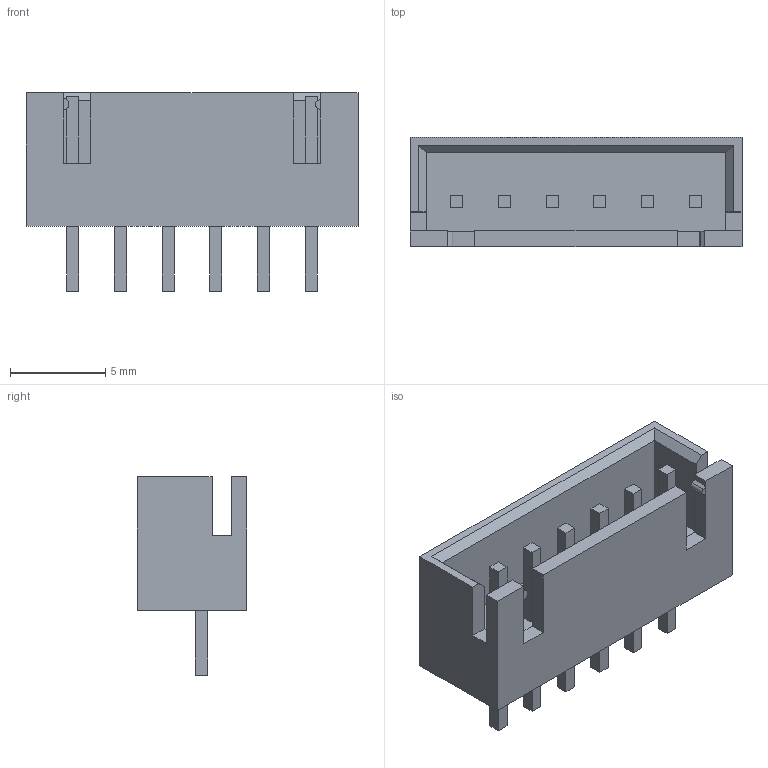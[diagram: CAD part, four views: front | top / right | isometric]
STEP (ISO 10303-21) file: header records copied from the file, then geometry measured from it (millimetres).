
FILE_DESCRIPTION((''),'2;1');
FILE_NAME('JST_B6B-XH-A(LF)(SN).stp','2014-06-26T14:30:08',(''),(''),'Mechanical Desktop 2011','Mechanical Desktop 2011',', , ');
FILE_SCHEMA(('AUTOMOTIVE_DESIGN { 1 2 10303 214 1 1 1 1 }'));
Length unit declared in the file: millimetre
Products named in the file (1): Product
Bounding box: 17.4 x 5.75 x 10.4 mm (x, y, z)
Volume: 401.5 mm3; surface area: 828.2 mm2
Topology: 15 solids, 15 shells, 109 faces, 235 edges, 156 vertices
Faces by surface type: plane 71, bspline 36, cylinder 2
Entity records: 2935 total; most frequent: CARTESIAN_POINT 609, ORIENTED_EDGE 470, DIRECTION 387, EDGE_CURVE 235, VECTOR 231, LINE 231, VERTEX_POINT 156, EDGE_LOOP 109
